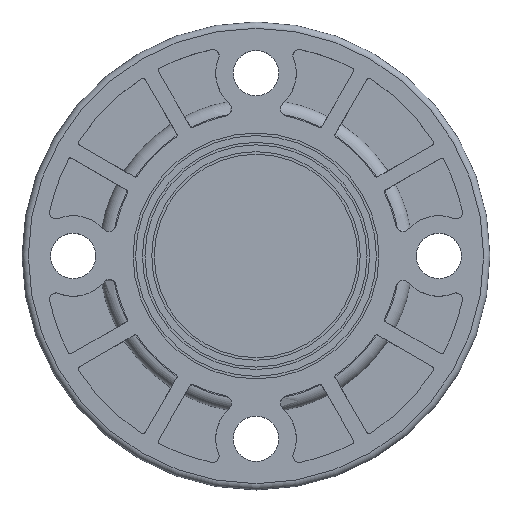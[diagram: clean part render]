
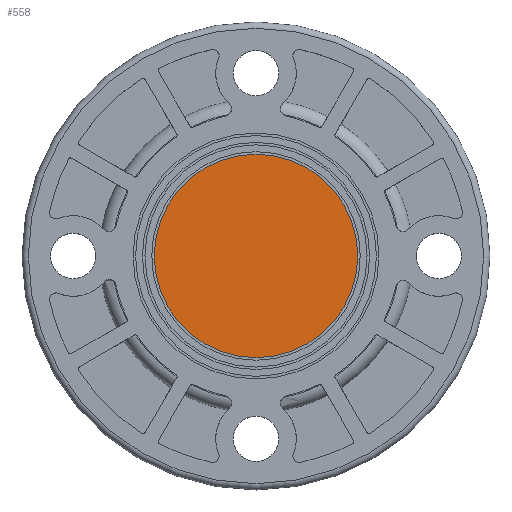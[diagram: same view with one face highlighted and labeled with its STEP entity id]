
A CAD part, top view. The second image highlights one B-rep face of the part: STEP entity #558.
In plain terms, the highlighted planar face has unit normal (0, 0, 1).
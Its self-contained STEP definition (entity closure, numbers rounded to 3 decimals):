
#97=FACE_OUTER_BOUND('',#1518,.T.);
#558=ADVANCED_FACE('',(#97),#919,.T.);
#919=PLANE('',#6409);
#1143=CIRCLE('',#6406,40.35);
#1518=EDGE_LOOP('',(#2722));
#2722=ORIENTED_EDGE('',*,*,#5205,.T.);
#4574=VERTEX_POINT('',#9511);
#5205=EDGE_CURVE('',#4574,#4574,#1143,.T.);
#6406=AXIS2_PLACEMENT_3D('',#9510,#7139,#7140);
#6409=AXIS2_PLACEMENT_3D('',#9514,#7145,#7146);
#7139=DIRECTION('',(0.,0.,1.));
#7140=DIRECTION('',(1.,0.,0.));
#7145=DIRECTION('',(0.,0.,1.));
#7146=DIRECTION('',(1.,0.,0.));
#9510=CARTESIAN_POINT('',(401.,0.,19.5));
#9511=CARTESIAN_POINT('',(441.35,0.,19.5));
#9514=CARTESIAN_POINT('',(401.,0.,19.5));
